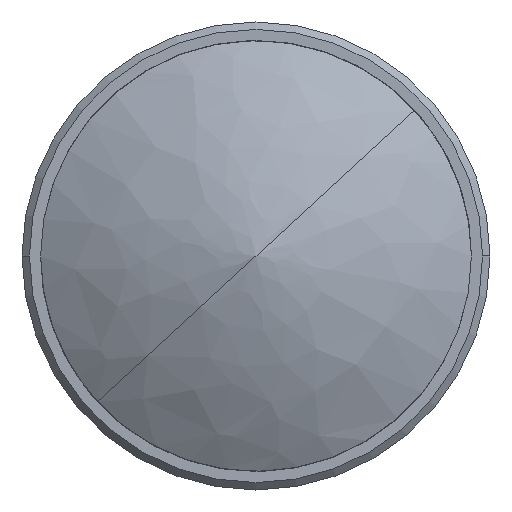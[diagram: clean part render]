
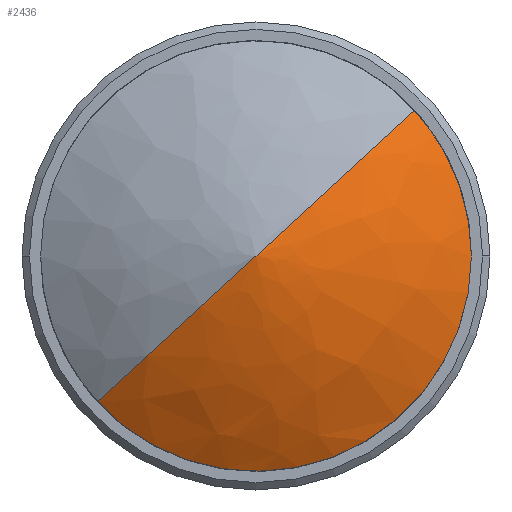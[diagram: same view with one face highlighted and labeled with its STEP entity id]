
A CAD part, left-side view. The second image highlights one B-rep face of the part: STEP entity #2436.
In plain terms, the highlighted free-form (B-spline) face has degree [3, 3] with [4, 4] control points.
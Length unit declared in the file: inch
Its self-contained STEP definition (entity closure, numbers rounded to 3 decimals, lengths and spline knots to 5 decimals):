
#120 = CARTESIAN_POINT ( 'NONE',  ( 0.27195, 0.48673, 1.14202 ) ) ;
#127 = CARTESIAN_POINT ( 'NONE',  ( -2.02246, 0.72798, 0.92013 ) ) ;
#158 = DIRECTION ( 'NONE',  ( 0., -1., 0. ) ) ;
#252 = CARTESIAN_POINT ( 'NONE',  ( -2.02246, 0.72798, 0.92013 ) ) ;
#264 = CARTESIAN_POINT ( 'NONE',  ( -1.71226, -1.09028, 0.22842 ) ) ;
#268 = ORIENTED_EDGE ( 'NONE', *, *, #500, .F. ) ;
#350 = CIRCLE ( 'NONE', #2274, 2.3177 ) ;
#422 = VERTEX_POINT ( 'NONE', #2267 ) ;
#439 = CARTESIAN_POINT ( 'NONE',  ( -1.87353, -0.53194, 0.44082 ) ) ;
#459 = ORIENTED_EDGE ( 'NONE', *, *, #1149, .T. ) ;
#500 = EDGE_CURVE ( 'NONE', #1675, #1560, #1624, .T. ) ;
#624 = CARTESIAN_POINT ( 'NONE',  ( -1.71226, 0.72798, 0.92013 ) ) ;
#630 = CARTESIAN_POINT ( 'NONE',  ( -1.71226, 0.08764, 1.50909 ) ) ;
#670 = ORIENTED_EDGE ( 'NONE', *, *, #1579, .F. ) ;
#685 = FACE_OUTER_BOUND ( 'NONE', #1538, .T. ) ;
#828 = CARTESIAN_POINT ( 'NONE',  ( -1.97833, 0.95534, 0.711 ) ) ;
#839 = CARTESIAN_POINT ( 'NONE',  ( -1.97833, 0.53709, 0.25626 ) ) ;
#840 = AXIS2_PLACEMENT_3D ( 'NONE', #120, #1627, #862 ) ;
#862 = DIRECTION ( 'NONE',  ( 0., 0.736, -0.677 ) ) ;
#940 =( BOUNDED_SURFACE ( )  B_SPLINE_SURFACE ( 3, 3, ( 
 ( #252, #2128, #127, #954 ),
 ( #828, #839, #1211, #1574 ),
 ( #1385, #1949, #439, #1971 ),
 ( #2165, #1039, #264, #1766 ) ),
 .UNSPECIFIED., .F., .F., .F. ) 
 B_SPLINE_SURFACE_WITH_KNOTS ( ( 4, 4 ),
 ( 4, 4 ),
 ( 0., 1. ),
 ( 0., 1. ),
 .UNSPECIFIED. ) 
 GEOMETRIC_REPRESENTATION_ITEM ( )  RATIONAL_B_SPLINE_SURFACE ( (
 ( 1., 0.333, 0.333, 1.),
 ( 0.987, 0.329, 0.329, 0.987),
 ( 0.987, 0.329, 0.329, 0.987),
 ( 1., 0.333, 0.333, 1.) ) ) 
 REPRESENTATION_ITEM ( '' )  SURFACE ( )  );
#954 = CARTESIAN_POINT ( 'NONE',  ( -2.02246, 0.72798, 0.92013 ) ) ;
#1039 = CARTESIAN_POINT ( 'NONE',  ( -1.71226, 0.19039, -0.9495 ) ) ;
#1072 = CARTESIAN_POINT ( 'NONE',  ( -1.71226, -0.14202, 0.92013 ) ) ;
#1105 = ORIENTED_EDGE ( 'NONE', *, *, #1975, .F. ) ;
#1149 = EDGE_CURVE ( 'NONE', #422, #1560, #1955, .T. ) ;
#1211 = CARTESIAN_POINT ( 'NONE',  ( -1.97833, 0.08235, 0.67452 ) ) ;
#1214 = DIRECTION ( 'NONE',  ( 0., 0.677, 0.736 ) ) ;
#1380 = DIRECTION ( 'NONE',  ( 0., -1., 0. ) ) ;
#1385 = CARTESIAN_POINT ( 'NONE',  ( -1.87353, 1.17168, 0.51202 ) ) ;
#1413 = DIRECTION ( 'NONE',  ( 1., 0., 0. ) ) ;
#1425 = CIRCLE ( 'NONE', #1916, 0.87 ) ;
#1538 = EDGE_LOOP ( 'NONE', ( #670, #459, #268, #1105 ) ) ;
#1560 = VERTEX_POINT ( 'NONE', #2376 ) ;
#1574 = CARTESIAN_POINT ( 'NONE',  ( -1.97833, 0.50061, 1.12925 ) ) ;
#1579 = EDGE_CURVE ( 'NONE', #422, #1703, #350, .T. ) ;
#1596 = DIRECTION ( 'NONE',  ( 0., -0.736, 0.677 ) ) ;
#1618 = CARTESIAN_POINT ( 'NONE',  ( 0.27195, 0.96922, 0.69824 ) ) ;
#1624 = CIRCLE ( 'NONE', #2262, 0.87 ) ;
#1627 = DIRECTION ( 'NONE',  ( 0., -0.677, -0.736 ) ) ;
#1675 = VERTEX_POINT ( 'NONE', #1072 ) ;
#1681 = CARTESIAN_POINT ( 'NONE',  ( -1.71226, 0.72798, 0.92013 ) ) ;
#1703 = VERTEX_POINT ( 'NONE', #630 ) ;
#1766 = CARTESIAN_POINT ( 'NONE',  ( -1.71226, 0.08764, 1.50909 ) ) ;
#1916 = AXIS2_PLACEMENT_3D ( 'NONE', #1681, #2008, #158 ) ;
#1949 = CARTESIAN_POINT ( 'NONE',  ( -1.87353, 0.35547, -0.37539 ) ) ;
#1955 = CIRCLE ( 'NONE', #840, 2.3177 ) ;
#1971 = CARTESIAN_POINT ( 'NONE',  ( -1.87353, 0.28427, 1.32823 ) ) ;
#1975 = EDGE_CURVE ( 'NONE', #1703, #1675, #1425, .T. ) ;
#2008 = DIRECTION ( 'NONE',  ( 1., 0., 0. ) ) ;
#2128 = CARTESIAN_POINT ( 'NONE',  ( -2.02246, 0.72798, 0.92013 ) ) ;
#2165 = CARTESIAN_POINT ( 'NONE',  ( -1.71226, 1.36831, 0.33117 ) ) ;
#2262 = AXIS2_PLACEMENT_3D ( 'NONE', #624, #1413, #1380 ) ;
#2267 = CARTESIAN_POINT ( 'NONE',  ( -2.02246, 0.72798, 0.92013 ) ) ;
#2274 = AXIS2_PLACEMENT_3D ( 'NONE', #1618, #1214, #1596 ) ;
#2376 = CARTESIAN_POINT ( 'NONE',  ( -1.71226, 1.36831, 0.33117 ) ) ;
#2436 = ADVANCED_FACE ( 'NONE', ( #685 ), #940, .T. ) ;
